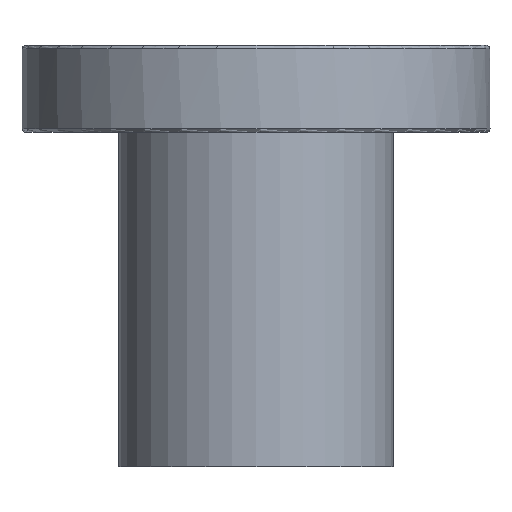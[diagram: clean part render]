
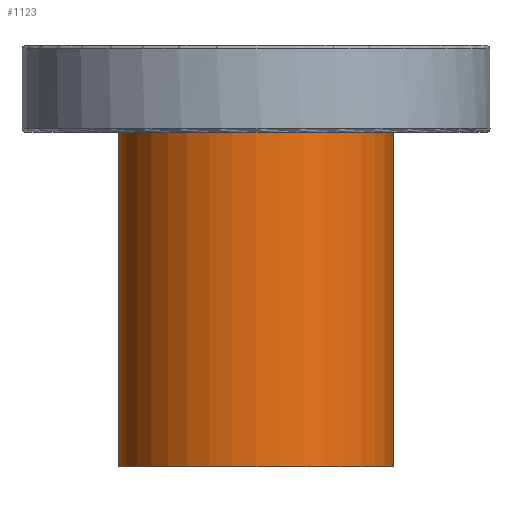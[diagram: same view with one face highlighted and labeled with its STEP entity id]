
A CAD part, front view. The second image highlights one B-rep face of the part: STEP entity #1123.
In plain terms, the highlighted cylindrical face has radius 20.5 mm (diameter 41 mm), a full revolution.
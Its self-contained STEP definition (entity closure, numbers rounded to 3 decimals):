
#1061=CARTESIAN_POINT('',(20.5,0.,441.8));
#1062=VERTEX_POINT('',#1061);
#1063=CARTESIAN_POINT('',(0.0,0.0,441.8));
#1064=DIRECTION('',(0.0,0.0,1.0));
#1065=DIRECTION('',(-1.0,0.0,0.0));
#1066=AXIS2_PLACEMENT_3D('',#1063,#1064,#1065);
#1067=CIRCLE('',#1066,20.5);
#1068=EDGE_CURVE('',#1062,#1062,#1067,.T.);
#1104=CARTESIAN_POINT('',(0.0,0.0,0.0));
#1105=DIRECTION('',(0.0,0.0,1.0));
#1106=DIRECTION('',(-1.0,0.0,0.0));
#1107=AXIS2_PLACEMENT_3D('',#1104,#1105,#1106);
#1108=CYLINDRICAL_SURFACE('',#1107,20.5);
#1109=ORIENTED_EDGE('',*,*,#1068,.T.);
#1110=EDGE_LOOP('',(#1109));
#1111=FACE_OUTER_BOUND('',#1110,.T.);
#1112=CARTESIAN_POINT('',(20.5,0.,500.0));
#1113=VERTEX_POINT('',#1112);
#1114=CARTESIAN_POINT('',(0.0,0.0,500.0));
#1115=DIRECTION('',(0.0,0.0,-1.0));
#1116=DIRECTION('',(-1.0,0.0,0.0));
#1117=AXIS2_PLACEMENT_3D('',#1114,#1115,#1116);
#1118=CIRCLE('',#1117,20.5);
#1119=EDGE_CURVE('',#1113,#1113,#1118,.T.);
#1120=ORIENTED_EDGE('',*,*,#1119,.T.);
#1121=EDGE_LOOP('',(#1120));
#1122=FACE_BOUND('',#1121,.T.);
#1123=ADVANCED_FACE('',(#1111,#1122),#1108,.T.);
